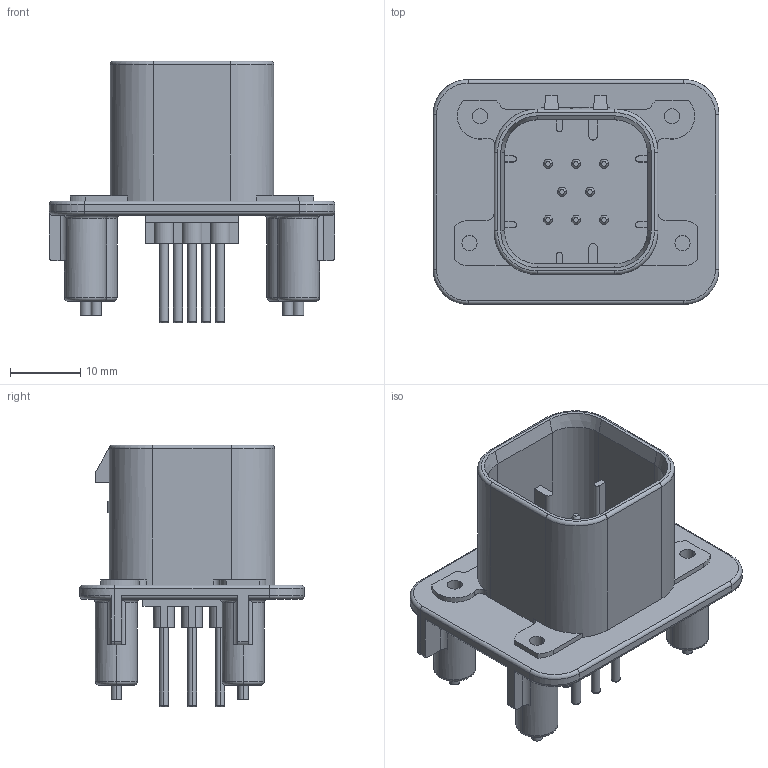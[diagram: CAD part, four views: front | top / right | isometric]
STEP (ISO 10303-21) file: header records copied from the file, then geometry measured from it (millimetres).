
FILE_DESCRIPTION((''),'2;1');
FILE_NAME('C-0776275-01-3','2007-09-02T',('workeradm'),('Tyco Electronics Corporation'),'PRO/ENGINEER BY PARAMETRIC TECHNOLOGY CORPORATION, 2005450','PRO/ENGINEER BY PARAMETRIC TECHNOLOGY CORPORATION, 2005450','');
FILE_SCHEMA(('CONFIG_CONTROL_DESIGN', 'GEOMETRIC_VALIDATION_PROPERTIES_MIM'));
Length unit declared in the file: millimetre
Products named in the file (1): C-0776275-01-3
Bounding box: 40.8 x 32.1 x 37.37 mm (x, y, z)
Volume: 7091.1 mm3; surface area: 8657.7 mm2
Topology: 1 solids, 1 shells, 377 faces, 953 edges, 610 vertices
Faces by surface type: plane 180, cylinder 133, torus 42, bspline 16, cone 4, extrusion 2
Entity records: 11936 total; most frequent: CARTESIAN_POINT 2479, DIRECTION 2043, ORIENTED_EDGE 1906, EDGE_CURVE 953, AXIS2_PLACEMENT_3D 745, VERTEX_POINT 610, VECTOR 553, LINE 551
